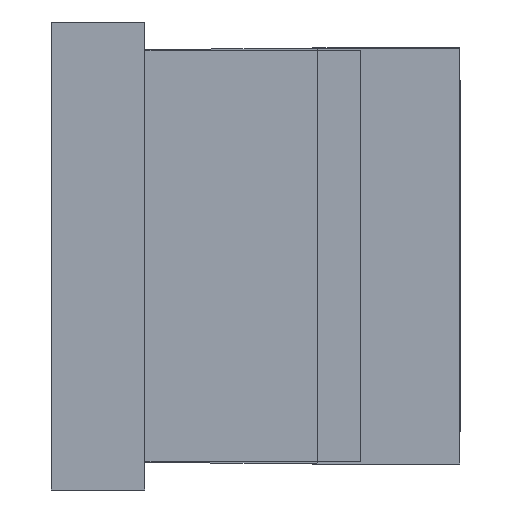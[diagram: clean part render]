
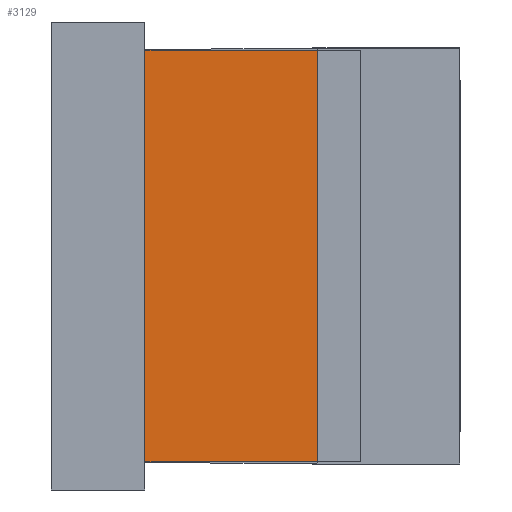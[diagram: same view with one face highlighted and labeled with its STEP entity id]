
A CAD part, left-side view. The second image highlights one B-rep face of the part: STEP entity #3129.
In plain terms, the highlighted face is planar.
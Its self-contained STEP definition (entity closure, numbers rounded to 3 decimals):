
#21 = ORIENTED_EDGE ( 'NONE', *, *, #355, .T. ) ;
#199 = ORIENTED_EDGE ( 'NONE', *, *, #3538, .F. ) ;
#229 = CARTESIAN_POINT ( 'NONE',  ( 42.3, 19.8, 9. ) ) ;
#355 = EDGE_CURVE ( 'NONE', #3920, #1925, #5124, .T. ) ;
#696 = DIRECTION ( 'NONE',  ( 0., 1., 0. ) ) ;
#956 = ORIENTED_EDGE ( 'NONE', *, *, #1562, .F. ) ;
#1095 = DIRECTION ( 'NONE',  ( 0., 0., 1. ) ) ;
#1130 = CARTESIAN_POINT ( 'NONE',  ( 42.3, -19.8, 29.75 ) ) ;
#1236 = DIRECTION ( 'NONE',  ( 0., 1., 0. ) ) ;
#1373 = DIRECTION ( 'NONE',  ( 0., 0., -1. ) ) ;
#1414 = LINE ( 'NONE', #1130, #4443 ) ;
#1434 = AXIS2_PLACEMENT_3D ( 'NONE', #3383, #4669, #1095 ) ;
#1562 = EDGE_CURVE ( 'NONE', #2614, #1925, #3353, .T. ) ;
#1716 = CARTESIAN_POINT ( 'NONE',  ( 42.3, 19.8, 29.75 ) ) ;
#1741 = VECTOR ( 'NONE', #1236, 1000. ) ;
#1911 = CARTESIAN_POINT ( 'NONE',  ( 42.3, -19.8, 29.75 ) ) ;
#1925 = VERTEX_POINT ( 'NONE', #229 ) ;
#2396 = CARTESIAN_POINT ( 'NONE',  ( 42.3, -19.8, 9. ) ) ;
#2614 = VERTEX_POINT ( 'NONE', #1716 ) ;
#2682 = CARTESIAN_POINT ( 'NONE',  ( 42.3, -19.8, 9. ) ) ;
#3050 = PLANE ( 'NONE',  #1434 ) ;
#3129 = ADVANCED_FACE ( 'NONE', ( #4250 ), #3050, .F. ) ;
#3293 = CARTESIAN_POINT ( 'NONE',  ( 42.3, -19.8, 29.75 ) ) ;
#3353 = LINE ( 'NONE', #4947, #5133 ) ;
#3383 = CARTESIAN_POINT ( 'NONE',  ( 42.3, -19.8, 29.75 ) ) ;
#3421 = LINE ( 'NONE', #1911, #4768 ) ;
#3538 = EDGE_CURVE ( 'NONE', #3732, #2614, #3421, .T. ) ;
#3732 = VERTEX_POINT ( 'NONE', #3293 ) ;
#3849 = EDGE_CURVE ( 'NONE', #3732, #3920, #1414, .T. ) ;
#3920 = VERTEX_POINT ( 'NONE', #2682 ) ;
#3994 = EDGE_LOOP ( 'NONE', ( #21, #956, #199, #4810 ) ) ;
#4250 = FACE_OUTER_BOUND ( 'NONE', #3994, .T. ) ;
#4443 = VECTOR ( 'NONE', #5095, 1000. ) ;
#4669 = DIRECTION ( 'NONE',  ( -1., 0., 0. ) ) ;
#4768 = VECTOR ( 'NONE', #696, 1000. ) ;
#4810 = ORIENTED_EDGE ( 'NONE', *, *, #3849, .T. ) ;
#4947 = CARTESIAN_POINT ( 'NONE',  ( 42.3, 19.8, 29.75 ) ) ;
#5095 = DIRECTION ( 'NONE',  ( 0., 0., -1. ) ) ;
#5124 = LINE ( 'NONE', #2396, #1741 ) ;
#5133 = VECTOR ( 'NONE', #1373, 1000. ) ;
